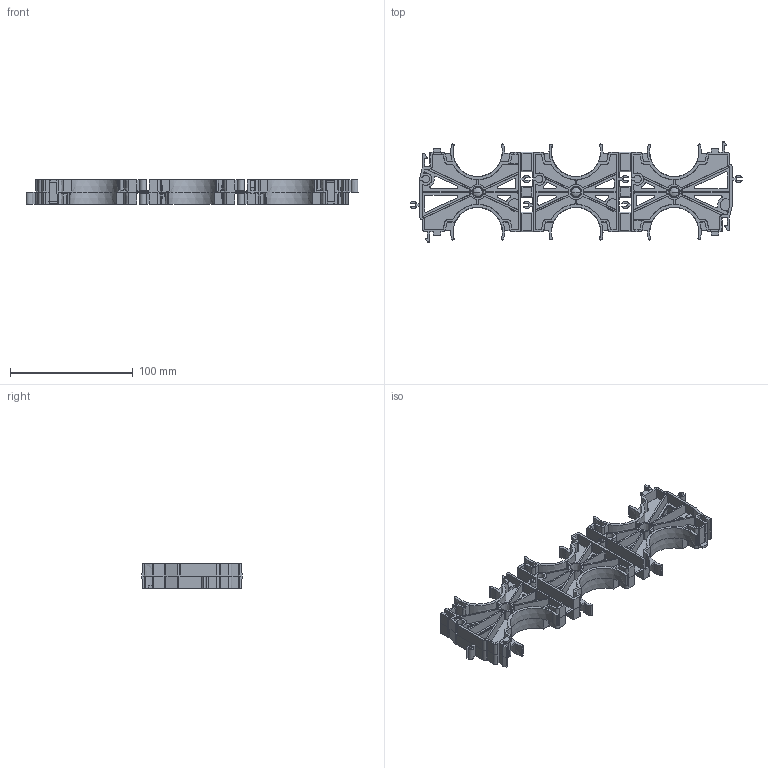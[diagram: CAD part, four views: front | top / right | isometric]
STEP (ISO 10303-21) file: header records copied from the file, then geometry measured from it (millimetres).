
FILE_DESCRIPTION (( 'STEP AP203' ), '1' );
FILE_NAME ('ÀÃÈÅ 060.02.001 Êëàñòåð 40.STEP', '2024-09-13T06:38:37', ( '' ), ( '' ), 'SwSTEP 2.0', 'SolidWorks 2022', '' );
FILE_SCHEMA (( 'CONFIG_CONTROL_DESIGN' ));
Length unit declared in the file: millimetre
Products named in the file (1): АГИЕ 060.02.001 Кластер 40
Bounding box: 270.12 x 81.4 x 20 mm (x, y, z)
Volume: 81109.8 mm3; surface area: 88388.3 mm2
Topology: 1 solids, 1 shells, 1836 faces, 5086 edges, 3298 vertices
Faces by surface type: plane 965, bspline 405, cone 252, cylinder 202, sphere 12
Entity records: 69324 total; most frequent: CARTESIAN_POINT 27643, ORIENTED_EDGE 10172, DIRECTION 6597, EDGE_CURVE 5086, VERTEX_POINT 3298, VECTOR 2577, LINE 2577, AXIS2_PLACEMENT_3D 2010
